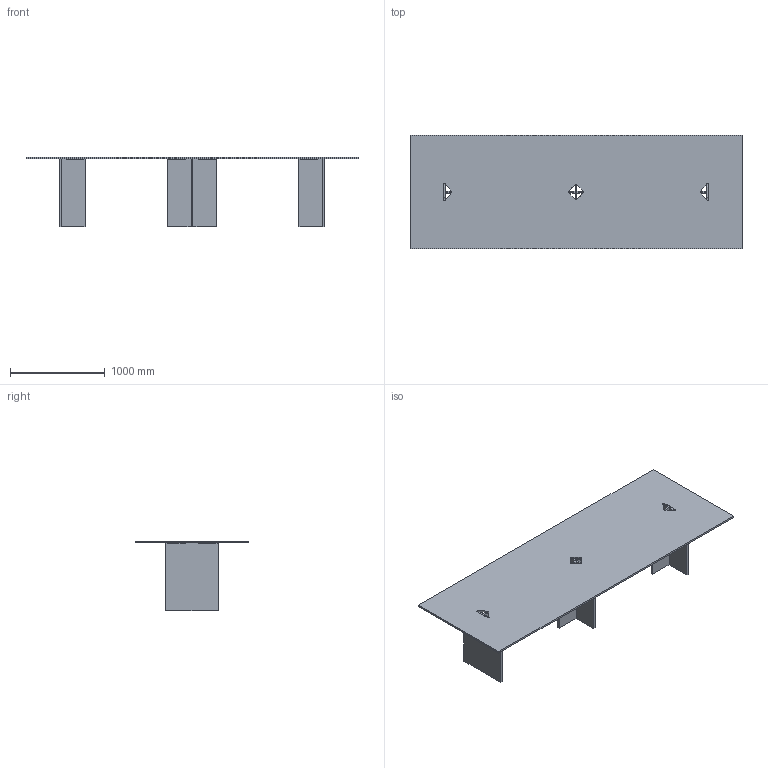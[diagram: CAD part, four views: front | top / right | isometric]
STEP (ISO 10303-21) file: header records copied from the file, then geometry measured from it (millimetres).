
FILE_DESCRIPTION(/* description */ (''),/* implementation_level */ '2;1');
FILE_NAME(/* name */ 'LLT-M-35 - LLT OFX Meeting 350x120',/* time_stamp */ '2012-06-21T15:34:32+02:00',/* author */ (''),/* organization */ (''),/* preprocessor_version */ 'ST-DEVELOPER v10',/* originating_system */ '',/* authorisation */ '');
FILE_SCHEMA (('CONFIG_CONTROL_DESIGN'));
Length unit declared in the file: millimetre
Products named in the file (1): 1
Bounding box: 3500 x 1200 x 737 mm (x, y, z)
Volume: 115385138.2 mm3; surface area: 12643573.7 mm2
Topology: 8 solids, 8 shells, 67 faces, 153 edges, 102 vertices
Faces by surface type: plane 51, bspline 16
Entity records: 2129 total; most frequent: CARTESIAN_POINT 957, ORIENTED_EDGE 306, EDGE_CURVE 153, B_SPLINE_CURVE_WITH_KNOTS 133, VERTEX_POINT 102, EDGE_LOOP 73, ADVANCED_FACE 67, FACE_OUTER_BOUND 67
